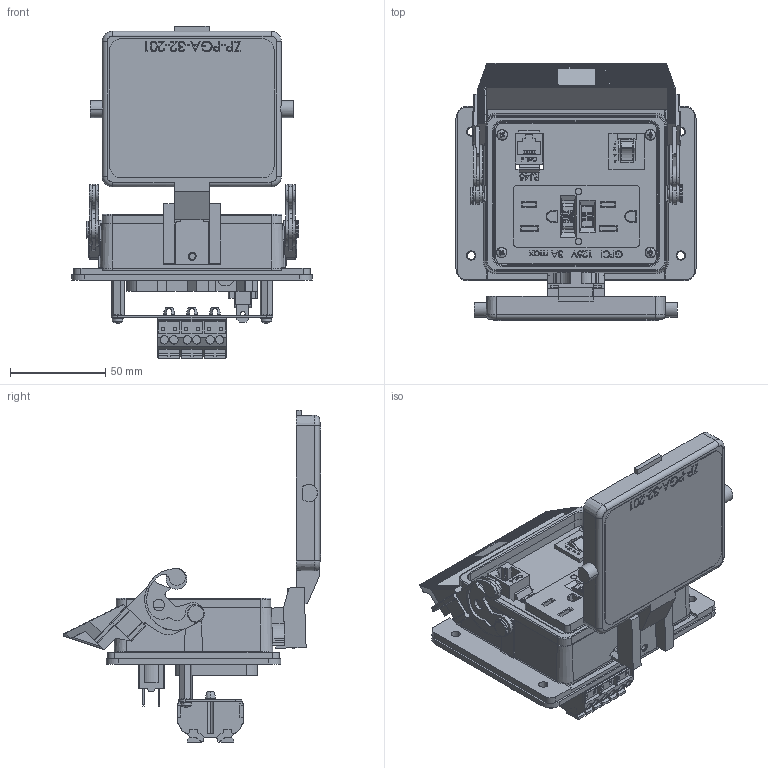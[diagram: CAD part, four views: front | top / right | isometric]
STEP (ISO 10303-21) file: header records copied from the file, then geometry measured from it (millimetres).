
FILE_DESCRIPTION (( 'STEP AP214' ), '1' );
FILE_NAME ('ZP-PGA-32-201.step', '2018-09-05T17:15:25', ( '' ), ( '' ), 'SwSTEP 2.0', 'SolidWorks 2017', '' );
FILE_SCHEMA (( 'AUTOMOTIVE_DESIGN' ));
Length unit declared in the file: inch
Products named in the file (1): ZP-PGA-32-201
Bounding box: 125.98 x 134.96 x 174.16 mm (x, y, z)
Volume: 269360 mm3; surface area: 125752.9 mm2
Topology: 1 solids, 18 shells, 3229 faces, 8774 edges, 5740 vertices
Faces by surface type: plane 2220, cylinder 612, bspline 298, cone 44, torus 43, sphere 12
Entity records: 140585 total; most frequent: CARTESIAN_POINT 36100, ORIENTED_EDGE 17540, DIRECTION 15405, EDGE_CURVE 8770, VECTOR 6407, LINE 6407, VERTEX_POINT 5740, AXIS2_PLACEMENT_3D 4499
